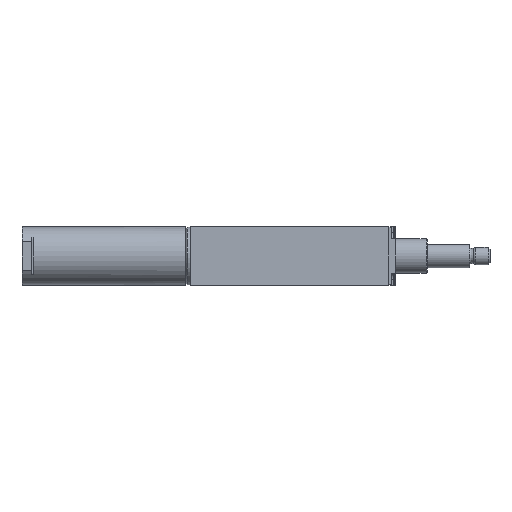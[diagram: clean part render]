
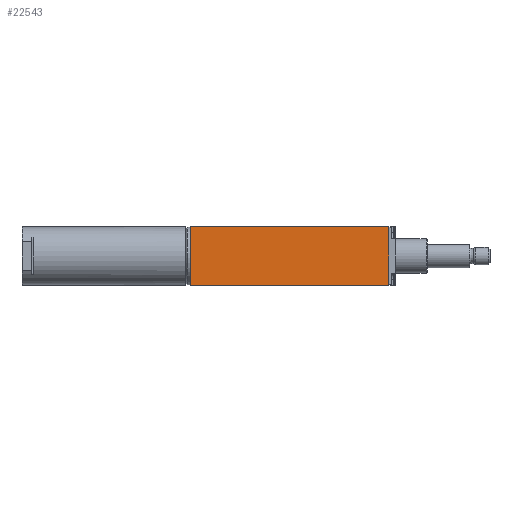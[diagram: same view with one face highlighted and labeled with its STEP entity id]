
A CAD part, front view. The second image highlights one B-rep face of the part: STEP entity #22543.
In plain terms, the highlighted planar face has unit normal (0, -1, 0).
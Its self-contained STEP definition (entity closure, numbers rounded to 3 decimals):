
#785=LINE('',#32250,#3825);
#789=LINE('',#32258,#3829);
#790=LINE('',#32260,#3830);
#791=LINE('',#32262,#3831);
#792=LINE('',#32264,#3832);
#793=LINE('',#32265,#3833);
#3825=VECTOR('',#25760,10.);
#3829=VECTOR('',#25766,10.);
#3830=VECTOR('',#25767,10.);
#3831=VECTOR('',#25768,10.);
#3832=VECTOR('',#25769,10.);
#3833=VECTOR('',#25770,10.);
#6225=PLANE('',#23725);
#7311=FACE_OUTER_BOUND('',#8451,.T.);
#8451=EDGE_LOOP('',(#15832,#15833,#15834,#15835,#15836,#15837));
#10418=VERTEX_POINT('',#32248);
#10419=VERTEX_POINT('',#32249);
#10422=VERTEX_POINT('',#32257);
#10423=VERTEX_POINT('',#32259);
#10424=VERTEX_POINT('',#32261);
#10425=VERTEX_POINT('',#32263);
#12560=EDGE_CURVE('',#10418,#10419,#785,.T.);
#12564=EDGE_CURVE('',#10418,#10422,#789,.T.);
#12565=EDGE_CURVE('',#10423,#10422,#790,.T.);
#12566=EDGE_CURVE('',#10424,#10423,#791,.T.);
#12567=EDGE_CURVE('',#10425,#10424,#792,.T.);
#12568=EDGE_CURVE('',#10419,#10425,#793,.T.);
#15832=ORIENTED_EDGE('',*,*,#12560,.F.);
#15833=ORIENTED_EDGE('',*,*,#12564,.T.);
#15834=ORIENTED_EDGE('',*,*,#12565,.F.);
#15835=ORIENTED_EDGE('',*,*,#12566,.F.);
#15836=ORIENTED_EDGE('',*,*,#12567,.F.);
#15837=ORIENTED_EDGE('',*,*,#12568,.F.);
#22543=ADVANCED_FACE('',(#7311),#6225,.T.);
#23725=AXIS2_PLACEMENT_3D('',#32256,#25764,#25765);
#25760=DIRECTION('',(0.,0.,1.));
#25764=DIRECTION('center_axis',(0.,-1.,0.));
#25765=DIRECTION('ref_axis',(0.,0.,
-1.));
#25766=DIRECTION('',(1.,0.,0.));
#25767=DIRECTION('',(0.,0.,-1.));
#25768=DIRECTION('',(0.,0.,-1.));
#25769=DIRECTION('',(0.,0.,-1.));
#25770=DIRECTION('',(1.,0.,0.));
#32248=CARTESIAN_POINT('',(-14.474,-8.035,-5.));
#32249=CARTESIAN_POINT('',(-14.474,-8.035,5.));
#32250=CARTESIAN_POINT('',(-14.474,-8.035,-5.));
#32256=CARTESIAN_POINT('Origin',(-14.474,-8.035,5.));
#32257=CARTESIAN_POINT('',(19.626,-8.035,-5.));
#32258=CARTESIAN_POINT('',(-14.474,-8.035,-5.));
#32259=CARTESIAN_POINT('',(19.626,-8.035,-4.9));
#32260=CARTESIAN_POINT('',(19.626,-8.035,-5.));
#32261=CARTESIAN_POINT('',(19.626,-8.035,4.9));
#32262=CARTESIAN_POINT('',(19.626,-8.035,-5.));
#32263=CARTESIAN_POINT('',(19.626,-8.035,5.));
#32264=CARTESIAN_POINT('',(19.626,-8.035,-5.));
#32265=CARTESIAN_POINT('',(-14.474,-8.035,5.));
